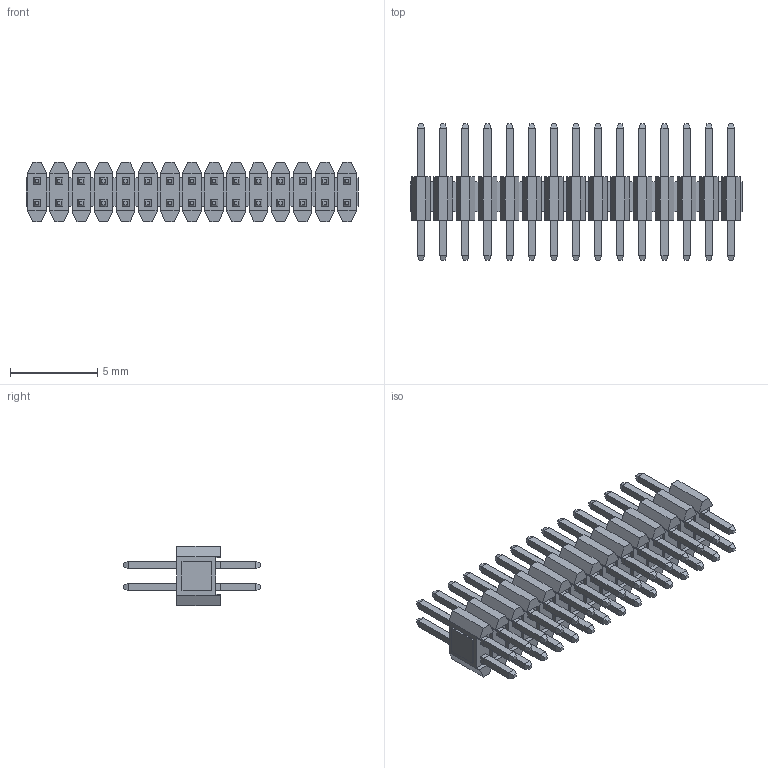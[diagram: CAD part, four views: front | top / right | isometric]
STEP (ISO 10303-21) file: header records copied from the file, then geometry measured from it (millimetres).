
FILE_DESCRIPTION (( 'STEP AP214' ), '1' );
FILE_NAME ('20021111-00030T8LF.STEP', '2023-05-23T09:06:36', ( '' ), ( '' ), 'SwSTEP 2.0', 'SolidWorks 2021', '' );
FILE_SCHEMA (( 'AUTOMOTIVE_DESIGN' ));
Length unit declared in the file: millimetre
Products named in the file (3): 20021111-additional_15; pin^20021111-additional ASS; 20021111-00030T8LF
Assembly tree (16 placements, depth 2):
  20021111-00030T8LF
    20021111-additional_15
    pin^20021111-additional ASS  x15
Bounding box: 19.05 x 7.85 x 3.43 mm (x, y, z)
Volume: 152 mm3; surface area: 833.7 mm2
Topology: 61 solids, 61 shells, 996 faces, 2292 edges, 1448 vertices
Faces by surface type: plane 996
Entity records: 13697 total; most frequent: CARTESIAN_POINT 2403, ORIENTED_EDGE 2344, DIRECTION 2082, VECTOR 1172, LINE 1172, EDGE_CURVE 1172, VERTEX_POINT 776, EDGE_LOOP 526
